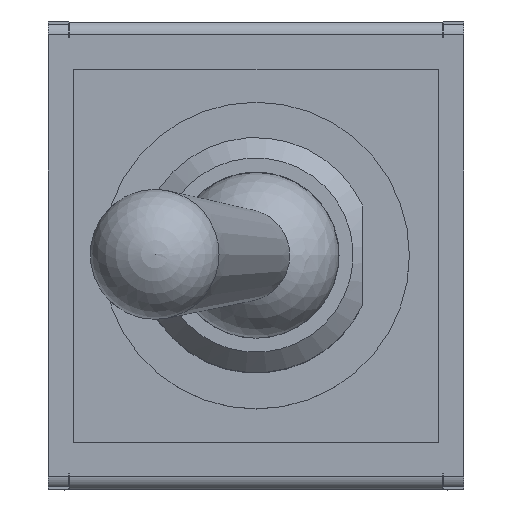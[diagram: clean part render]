
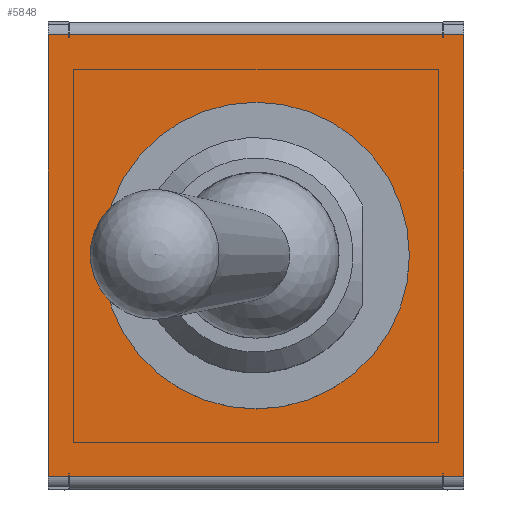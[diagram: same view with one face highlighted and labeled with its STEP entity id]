
A CAD part, top view. The second image highlights one B-rep face of the part: STEP entity #5848.
In plain terms, the highlighted planar face has unit normal (0, 0, 1).
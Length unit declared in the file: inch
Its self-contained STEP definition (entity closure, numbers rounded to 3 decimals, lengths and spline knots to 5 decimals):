
#4606=CARTESIAN_POINT('',(0.11811,0.,0.29252));
#4607=VERTEX_POINT('',#4606);
#4608=CARTESIAN_POINT('',(0.,0.,0.29252));
#4609=DIRECTION('',(0.0,0.0,-1.0));
#4610=DIRECTION('',(-1.0,0.0,0.0));
#4611=AXIS2_PLACEMENT_3D('',#4608,#4609,#4610);
#4612=CIRCLE('',#4611,0.11811);
#4613=EDGE_CURVE('',#4607,#4607,#4612,.T.);
#5779=CARTESIAN_POINT('',(0.16004,-0.17008,0.29252));
#5780=VERTEX_POINT('',#5779);
#5788=CARTESIAN_POINT('',(-0.16004,-0.17008,0.29252));
#5789=VERTEX_POINT('',#5788);
#5790=CARTESIAN_POINT('',(0.16004,-0.17008,0.29252));
#5791=DIRECTION('',(-1.0,0.0,0.0));
#5792=VECTOR('',#5791,0.32008);
#5793=LINE('',#5790,#5792);
#5794=EDGE_CURVE('',#5780,#5789,#5793,.T.);
#5815=CARTESIAN_POINT('',(0.17604,0.18709,0.29252));
#5816=DIRECTION('',(0.0,0.0,1.0));
#5817=DIRECTION('',(1.0,0.0,0.0));
#5818=AXIS2_PLACEMENT_3D('',#5815,#5816,#5817);
#5819=PLANE('',#5818);
#5820=ORIENTED_EDGE('',*,*,#5794,.F.);
#5821=CARTESIAN_POINT('',(0.16004,0.17008,0.29252));
#5822=VERTEX_POINT('',#5821);
#5823=CARTESIAN_POINT('',(0.16004,0.17008,0.29252));
#5824=DIRECTION('',(0.0,-1.0,0.0));
#5825=VECTOR('',#5824,0.34016);
#5826=LINE('',#5823,#5825);
#5827=EDGE_CURVE('',#5822,#5780,#5826,.T.);
#5828=ORIENTED_EDGE('',*,*,#5827,.F.);
#5829=CARTESIAN_POINT('',(-0.16004,0.17008,0.29252));
#5830=VERTEX_POINT('',#5829);
#5831=CARTESIAN_POINT('',(-0.16004,0.17008,0.29252));
#5832=DIRECTION('',(1.0,0.0,0.0));
#5833=VECTOR('',#5832,0.32008);
#5834=LINE('',#5831,#5833);
#5835=EDGE_CURVE('',#5830,#5822,#5834,.T.);
#5836=ORIENTED_EDGE('',*,*,#5835,.F.);
#5837=CARTESIAN_POINT('',(-0.16004,-0.17008,0.29252));
#5838=DIRECTION('',(0.0,1.0,0.0));
#5839=VECTOR('',#5838,0.34016);
#5840=LINE('',#5837,#5839);
#5841=EDGE_CURVE('',#5789,#5830,#5840,.T.);
#5842=ORIENTED_EDGE('',*,*,#5841,.F.);
#5843=EDGE_LOOP('',(#5820,#5828,#5836,#5842));
#5844=FACE_OUTER_BOUND('',#5843,.T.);
#5845=ORIENTED_EDGE('',*,*,#4613,.T.);
#5846=EDGE_LOOP('',(#5845));
#5847=FACE_BOUND('',#5846,.T.);
#5848=ADVANCED_FACE('',(#5844,#5847),#5819,.T.);
